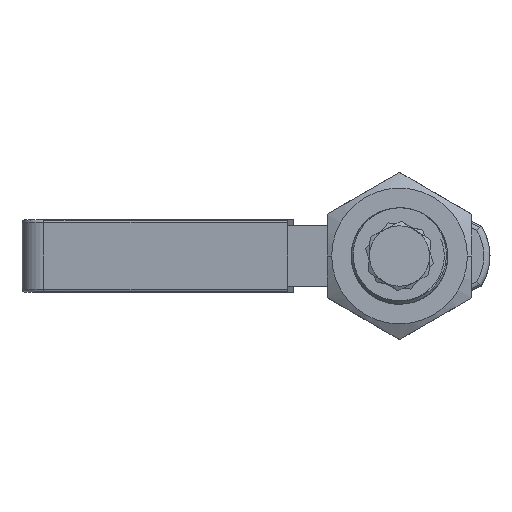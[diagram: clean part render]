
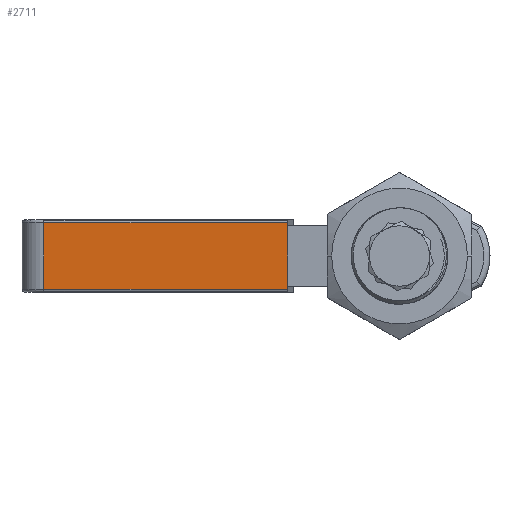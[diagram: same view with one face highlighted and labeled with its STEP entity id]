
A CAD part, left-side view. The second image highlights one B-rep face of the part: STEP entity #2711.
In plain terms, the highlighted planar face has unit normal (-0.996, 0.092, 0).
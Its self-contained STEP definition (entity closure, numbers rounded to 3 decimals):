
#2691=AXIS2_PLACEMENT_3D('Plane Axis2P3D',#2688,#2689,#2690) ;
#1452=CARTESIAN_POINT('Vertex',(1.352,36.253,10.5)) ;
#1455=CARTESIAN_POINT('Line Origine',(1.352,36.253,5.)) ;
#1459=CARTESIAN_POINT('Vertex',(1.352,36.253,-0.5)) ;
#2669=CARTESIAN_POINT('Line Origine',(1.928,42.513,-0.5)) ;
#2673=CARTESIAN_POINT('Vertex',(5.064,76.583,-0.5)) ;
#2688=CARTESIAN_POINT('Axis2P3D Location',(0.527,27.291,-1.)) ;
#2693=CARTESIAN_POINT('Line Origine',(3.208,56.418,10.5)) ;
#2697=CARTESIAN_POINT('Vertex',(5.064,76.583,10.5)) ;
#2700=CARTESIAN_POINT('Line Origine',(5.064,76.583,5.)) ;
#1456=DIRECTION('Vector Direction',(0.,0.,1.)) ;
#2670=DIRECTION('Vector Direction',(-0.092,-0.996,0.)) ;
#2689=DIRECTION('Axis2P3D Direction',(-0.996,0.092,0.)) ;
#2690=DIRECTION('Axis2P3D XDirection',(0.,0.,1.)) ;
#2694=DIRECTION('Vector Direction',(-0.092,-0.996,0.)) ;
#2701=DIRECTION('Vector Direction',(0.,0.,1.)) ;
#1457=VECTOR('Line Direction',#1456,1.) ;
#2671=VECTOR('Line Direction',#2670,1.) ;
#2695=VECTOR('Line Direction',#2694,1.) ;
#2702=VECTOR('Line Direction',#2701,1.) ;
#2706=ORIENTED_EDGE('',*,*,#2699,.F.) ;
#2707=ORIENTED_EDGE('',*,*,#2704,.F.) ;
#2708=ORIENTED_EDGE('',*,*,#2675,.F.) ;
#2709=ORIENTED_EDGE('',*,*,#1461,.T.) ;
#2711=ADVANCED_FACE('SCHUBSTANGENSPANNER_TS_P_210_NM_357880',(#2710),#2692,.T.) ;
#1461=EDGE_CURVE('',#1460,#1453,#1458,.T.) ;
#2675=EDGE_CURVE('',#1460,#2674,#2672,.F.) ;
#2699=EDGE_CURVE('',#2698,#1453,#2696,.T.) ;
#2704=EDGE_CURVE('',#2674,#2698,#2703,.T.) ;
#2705=EDGE_LOOP('',(#2706,#2707,#2708,#2709)) ;
#2710=FACE_OUTER_BOUND('',#2705,.T.) ;
#1458=LINE('Line',#1455,#1457) ;
#2672=LINE('Line',#2669,#2671) ;
#2696=LINE('Line',#2693,#2695) ;
#2703=LINE('Line',#2700,#2702) ;
#2692=PLANE('Plane',#2691) ;
#1453=VERTEX_POINT('',#1452) ;
#1460=VERTEX_POINT('',#1459) ;
#2674=VERTEX_POINT('',#2673) ;
#2698=VERTEX_POINT('',#2697) ;
